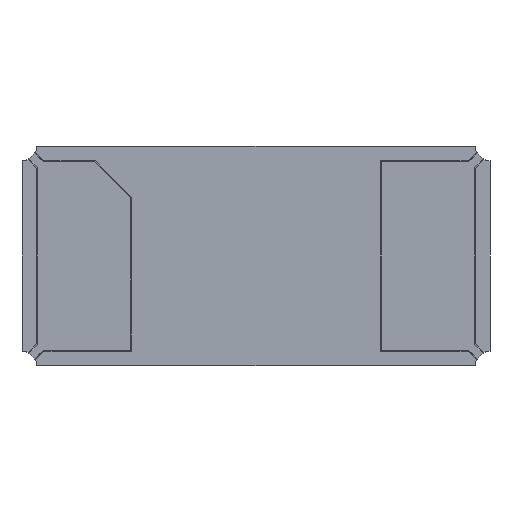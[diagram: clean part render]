
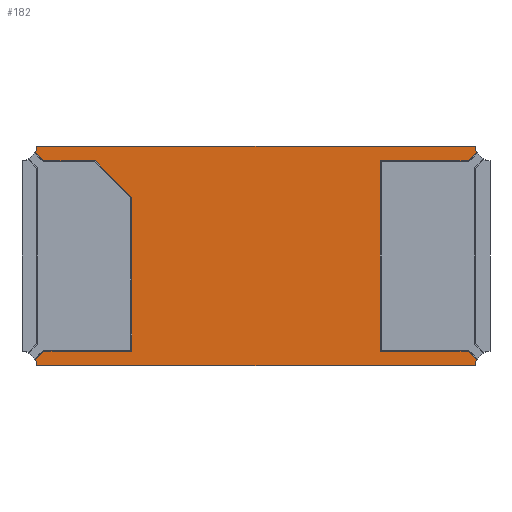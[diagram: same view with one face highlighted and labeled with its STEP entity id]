
A CAD part, front view. The second image highlights one B-rep face of the part: STEP entity #182.
In plain terms, the highlighted planar face has unit normal (0, -1, 0).
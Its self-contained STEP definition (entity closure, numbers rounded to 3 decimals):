
#182=ADVANCED_FACE('',(#395),#396,.F.);
#395=FACE_OUTER_BOUND('',#638,.T.);
#396=PLANE('',#639);
#638=EDGE_LOOP('',(#1142,#1143,#1144,#1145,#1146,#1147,#1148,#1149,#1150,#1151,#1152,#1153,#1154,#1155,#1156,#1157,#1158));
#639=AXIS2_PLACEMENT_3D('',#1159,#1160,#1161);
#1142=ORIENTED_EDGE('',*,*,#1662,.T.);
#1143=ORIENTED_EDGE('',*,*,#1664,.T.);
#1144=ORIENTED_EDGE('',*,*,#1667,.T.);
#1145=ORIENTED_EDGE('',*,*,#1670,.T.);
#1146=ORIENTED_EDGE('',*,*,#1683,.T.);
#1147=ORIENTED_EDGE('',*,*,#1685,.T.);
#1148=ORIENTED_EDGE('',*,*,#1686,.F.);
#1149=ORIENTED_EDGE('',*,*,#1645,.T.);
#1150=ORIENTED_EDGE('',*,*,#1687,.T.);
#1151=ORIENTED_EDGE('',*,*,#1688,.T.);
#1152=ORIENTED_EDGE('',*,*,#1689,.T.);
#1153=ORIENTED_EDGE('',*,*,#1690,.T.);
#1154=ORIENTED_EDGE('',*,*,#1691,.T.);
#1155=ORIENTED_EDGE('',*,*,#1692,.T.);
#1156=ORIENTED_EDGE('',*,*,#1693,.T.);
#1157=ORIENTED_EDGE('',*,*,#1694,.T.);
#1158=ORIENTED_EDGE('',*,*,#1579,.T.);
#1159=CARTESIAN_POINT('',(0.,0.,0.));
#1160=DIRECTION('',(-0.0,1.0,0.));
#1161=DIRECTION('',(1.0,0.0,0.0));
#1579=EDGE_CURVE('',#1918,#1916,#1919,.T.);
#1645=EDGE_CURVE('',#2021,#2019,#2022,.T.);
#1662=EDGE_CURVE('',#1916,#2049,#2051,.T.);
#1664=EDGE_CURVE('',#2049,#2053,#2054,.T.);
#1667=EDGE_CURVE('',#2053,#2057,#2058,.T.);
#1670=EDGE_CURVE('',#2057,#2061,#2062,.T.);
#1683=EDGE_CURVE('',#2061,#2077,#2079,.T.);
#1685=EDGE_CURVE('',#2077,#2081,#2082,.T.);
#1686=EDGE_CURVE('',#2021,#2081,#2083,.T.);
#1687=EDGE_CURVE('',#2019,#2084,#2085,.T.);
#1688=EDGE_CURVE('',#2084,#2086,#2087,.T.);
#1689=EDGE_CURVE('',#2086,#2088,#2089,.T.);
#1690=EDGE_CURVE('',#2088,#2090,#2091,.T.);
#1691=EDGE_CURVE('',#2090,#2092,#2093,.T.);
#1692=EDGE_CURVE('',#2092,#2094,#2095,.T.);
#1693=EDGE_CURVE('',#2094,#2096,#2097,.T.);
#1694=EDGE_CURVE('',#2096,#1918,#2098,.T.);
#1916=VERTEX_POINT('',#2406);
#1918=VERTEX_POINT('',#2409);
#1919=CIRCLE('',#2410,0.1);
#2019=VERTEX_POINT('',#2550);
#2021=VERTEX_POINT('',#2553);
#2022=CIRCLE('',#2554,0.1);
#2049=VERTEX_POINT('',#2590);
#2051=LINE('',#2593,#2594);
#2053=VERTEX_POINT('',#2596);
#2054=LINE('',#2597,#2598);
#2057=VERTEX_POINT('',#2602);
#2058=LINE('',#2603,#2604);
#2061=VERTEX_POINT('',#2608);
#2062=LINE('',#2609,#2610);
#2077=VERTEX_POINT('',#2632);
#2079=LINE('',#2635,#2636);
#2081=VERTEX_POINT('',#2638);
#2082=CIRCLE('',#2639,0.1);
#2083=LINE('',#2640,#2641);
#2084=VERTEX_POINT('',#2642);
#2085=LINE('',#2643,#2644);
#2086=VERTEX_POINT('',#2645);
#2087=LINE('',#2646,#2647);
#2088=VERTEX_POINT('',#2648);
#2089=LINE('',#2649,#2650);
#2090=VERTEX_POINT('',#2651);
#2091=LINE('',#2652,#2653);
#2092=VERTEX_POINT('',#2654);
#2093=LINE('',#2655,#2656);
#2094=VERTEX_POINT('',#2657);
#2095=LINE('',#2658,#2659);
#2096=VERTEX_POINT('',#2660);
#2097=CIRCLE('',#2661,0.1);
#2098=LINE('',#2662,#2663);
#2406=CARTESIAN_POINT('',(1.509,0.,-0.709));
#2409=CARTESIAN_POINT('',(1.5,0.,-0.75));
#2410=AXIS2_PLACEMENT_3D('',#2953,#2954,#2955);
#2550=CARTESIAN_POINT('',(-1.509,0.,0.709));
#2553=CARTESIAN_POINT('',(-1.5,0.0,0.75));
#2554=AXIS2_PLACEMENT_3D('',#3024,#3025,#3026);
#2590=CARTESIAN_POINT('',(1.45,0.,-0.65));
#2593=CARTESIAN_POINT('',(0.95,0.,-0.15));
#2594=VECTOR('',#3049,1.);
#2596=CARTESIAN_POINT('',(0.85,0.,-0.65));
#2597=CARTESIAN_POINT('',(0.575,0.,-0.65));
#2598=VECTOR('',#3050,1.0);
#2602=CARTESIAN_POINT('',(0.85,0.,0.65));
#2603=CARTESIAN_POINT('',(0.85,0.,0.));
#2604=VECTOR('',#3052,1.0);
#2608=CARTESIAN_POINT('',(1.45,0.,0.65));
#2609=CARTESIAN_POINT('',(0.575,0.,0.65));
#2610=VECTOR('',#3054,1.0);
#2632=CARTESIAN_POINT('',(1.509,0.,0.709));
#2635=CARTESIAN_POINT('',(0.95,0.,0.15));
#2636=VECTOR('',#3063,1.0);
#2638=CARTESIAN_POINT('',(1.5,0.,0.75));
#2639=AXIS2_PLACEMENT_3D('',#3064,#3065,#3066);
#2640=CARTESIAN_POINT('',(-1.5,0.0,0.75));
#2641=VECTOR('',#3067,1.0);
#2642=CARTESIAN_POINT('',(-1.45,0.,0.65));
#2643=CARTESIAN_POINT('',(-0.95,0.,0.15));
#2644=VECTOR('',#3068,1.0);
#2645=CARTESIAN_POINT('',(-1.1,0.,0.65));
#2646=CARTESIAN_POINT('',(-0.638,0.,0.65));
#2647=VECTOR('',#3069,1.0);
#2648=CARTESIAN_POINT('',(-0.85,0.,0.4));
#2649=CARTESIAN_POINT('',(-0.6,0.,0.15));
#2650=VECTOR('',#3070,1.0);
#2651=CARTESIAN_POINT('',(-0.85,0.,-0.65));
#2652=CARTESIAN_POINT('',(-0.85,0.,-0.062));
#2653=VECTOR('',#3071,1.0);
#2654=CARTESIAN_POINT('',(-1.45,0.,-0.65));
#2655=CARTESIAN_POINT('',(-0.575,0.,-0.65));
#2656=VECTOR('',#3072,1.0);
#2657=CARTESIAN_POINT('',(-1.509,0.,-0.709));
#2658=CARTESIAN_POINT('',(-0.95,0.,-0.15));
#2659=VECTOR('',#3073,1.0);
#2660=CARTESIAN_POINT('',(-1.5,0.,-0.75));
#2661=AXIS2_PLACEMENT_3D('',#3074,#3075,#3076);
#2662=CARTESIAN_POINT('',(-1.5,0.,-0.75));
#2663=VECTOR('',#3077,1.0);
#2953=CARTESIAN_POINT('',(1.6,0.,-0.75));
#2954=DIRECTION('',(-0.0,1.0,0.));
#2955=DIRECTION('',(1.0,0.0,0.0));
#3024=CARTESIAN_POINT('',(-1.6,0.0,0.75));
#3025=DIRECTION('',(-0.0,1.0,0.));
#3026=DIRECTION('',(1.0,0.0,0.0));
#3049=DIRECTION('',(-0.707,0.,0.707));
#3050=DIRECTION('',(-1.0,0.,0.));
#3052=DIRECTION('',(0.0,0.,1.0));
#3054=DIRECTION('',(1.0,0.0,0.0));
#3063=DIRECTION('',(0.707,0.,0.707));
#3064=CARTESIAN_POINT('',(1.6,0.0,0.75));
#3065=DIRECTION('',(-0.0,1.0,0.));
#3066=DIRECTION('',(1.0,0.0,0.0));
#3067=DIRECTION('',(1.0,0.0,0.0));
#3068=DIRECTION('',(0.707,0.,-0.707));
#3069=DIRECTION('',(1.0,0.0,0.0));
#3070=DIRECTION('',(0.707,0.,-0.707));
#3071=DIRECTION('',(0.0,0.,-1.0));
#3072=DIRECTION('',(-1.0,0.0,0.0));
#3073=DIRECTION('',(-0.707,0.,-0.707));
#3074=CARTESIAN_POINT('',(-1.6,0.,-0.75));
#3075=DIRECTION('',(-0.0,1.0,0.));
#3076=DIRECTION('',(1.0,0.0,0.0));
#3077=DIRECTION('',(1.0,0.0,0.0));
